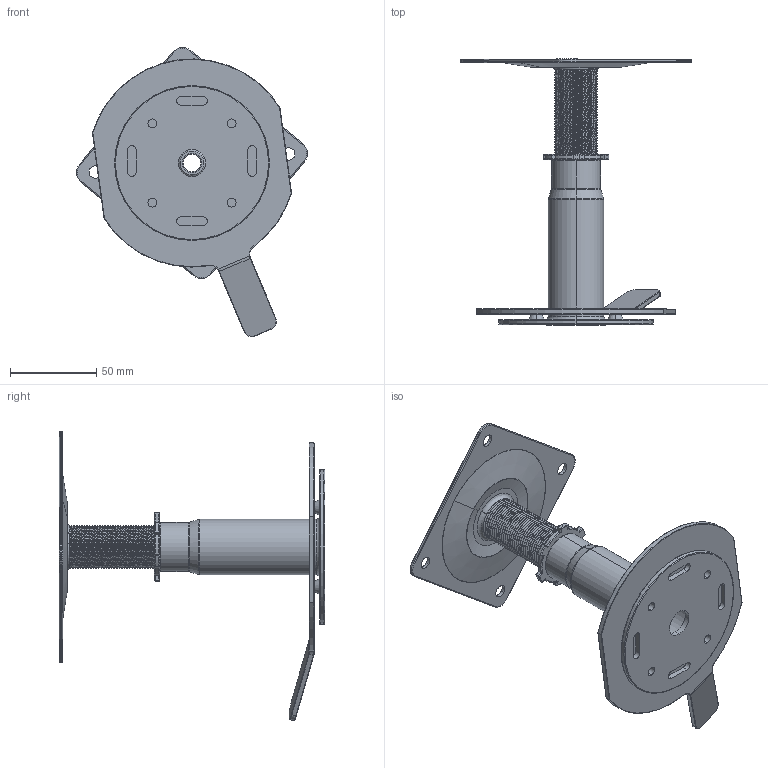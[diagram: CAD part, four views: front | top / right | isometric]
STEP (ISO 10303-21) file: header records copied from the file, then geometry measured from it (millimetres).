
FILE_DESCRIPTION (( 'STEP AP203' ), '1' );
FILE_NAME ('Jack assembly.STEP', '2021-03-26T11:19:29', ( '' ), ( '' ), 'SwSTEP 2.0', 'SolidWorks 2021', '' );
FILE_SCHEMA (( 'CONFIG_CONTROL_DESIGN' ));
Length unit declared in the file: millimetre
Products named in the file (5): Jack assembly; Jack upper; lock nut; Lock plate; Jack lower
Assembly tree (4 placements, depth 2):
  Jack assembly
    Jack lower
    Jack upper
    lock nut
    Lock plate
Bounding box: 134.39 x 154.4 x 168.09 mm (x, y, z)
Volume: 101231.5 mm3; surface area: 100567.5 mm2
Topology: 4 solids, 4 shells, 475 faces, 1198 edges, 742 vertices
Faces by surface type: cylinder 281, torus 104, plane 56, cone 20, bspline 14
Entity records: 26386 total; most frequent: CARTESIAN_POINT 15336, ORIENTED_EDGE 2396, DIRECTION 2111, EDGE_CURVE 1198, AXIS2_PLACEMENT_3D 856, VERTEX_POINT 742, EDGE_LOOP 518, FACE_OUTER_BOUND 475
